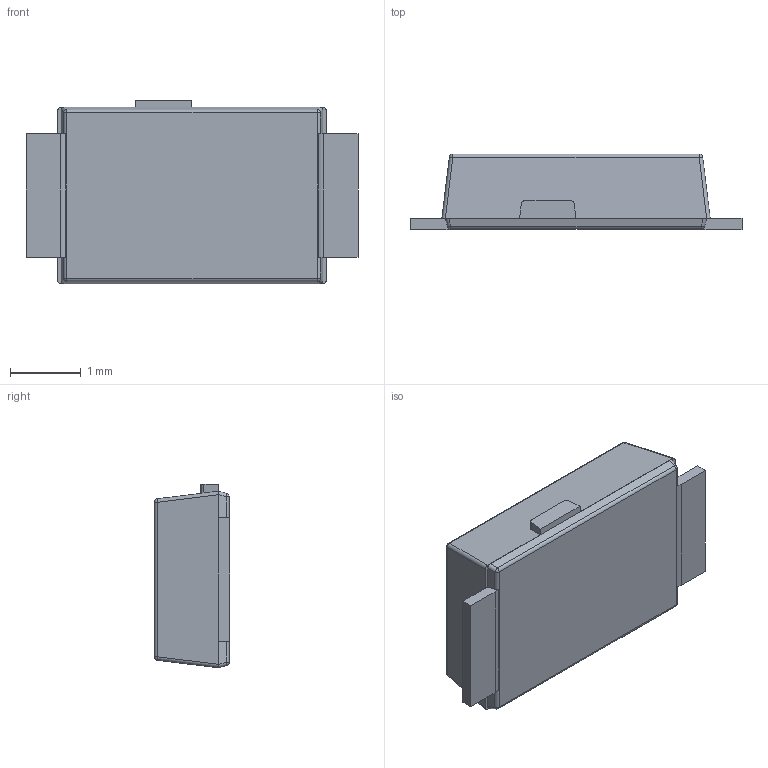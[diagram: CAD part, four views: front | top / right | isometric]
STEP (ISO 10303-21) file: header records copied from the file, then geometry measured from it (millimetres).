
FILE_DESCRIPTION(('FreeCAD Model'),'2;1');
FILE_NAME('Open CASCADE Shape Model','2022-05-22T22:57:58',('Author'),( ''),'Open CASCADE STEP processor 7.5','FreeCAD','Unknown');
FILE_SCHEMA(('AUTOMOTIVE_DESIGN { 1 0 10303 214 1 1 1 1 }'));
Length unit declared in the file: millimetre
Products named in the file (4): SOD128 step; SOD128 Lead; SOD128 Lower body; SOD128 Upper body
Assembly tree (3 placements, depth 2):
  SOD128 step
    SOD128 Lead
    SOD128 Lower body
    SOD128 Upper body
Bounding box: 4.7 x 1.07 x 2.6 mm (x, y, z)
Volume: 9.7 mm3; surface area: 73.7 mm2
Topology: 4 solids, 4 shells, 130 faces, 479 edges, 786 vertices
Faces by surface type: plane 73, cylinder 49, sphere 8
Entity records: 11025 total; most frequent: CARTESIAN_POINT 3119, DIRECTION 1424, LINE 881, VECTOR 881, ORIENTED_EDGE 654, PCURVE 654, DEFINITIONAL_REPRESENTATION 654, EDGE_CURVE 327
